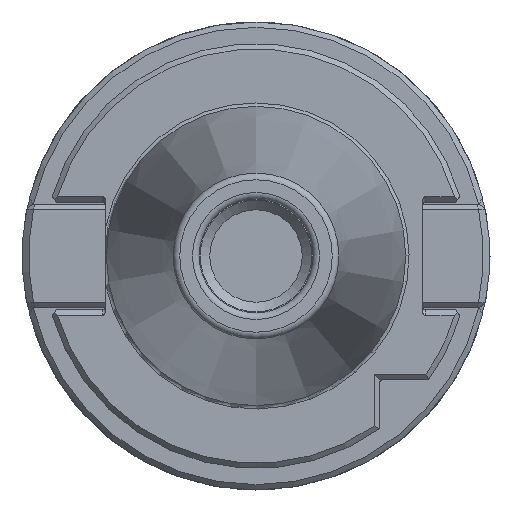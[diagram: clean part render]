
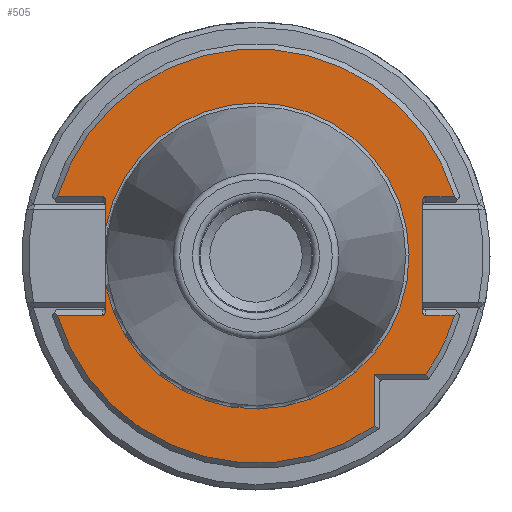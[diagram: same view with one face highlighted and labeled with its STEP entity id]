
A CAD part, left-side view. The second image highlights one B-rep face of the part: STEP entity #505.
In plain terms, the highlighted planar face has unit normal (-1, 0, 0).
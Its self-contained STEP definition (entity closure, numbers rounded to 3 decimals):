
#505 = ADVANCED_FACE( '', ( #1158 ), #1159, .T. );
#1158 = FACE_OUTER_BOUND( '', #2197, .T. );
#1159 = PLANE( '', #2198 );
#2197 = EDGE_LOOP( '', ( #3649, #3650, #3651, #3652, #3653, #3654, #3655, #3656, #3657, #3658, #3659, #3660, #3661, #3662, #3663, #3664, #3665 ) );
#2198 = AXIS2_PLACEMENT_3D( '', #3666, #3667, #3668 );
#3649 = ORIENTED_EDGE( '', *, *, #5336, .T. );
#3650 = ORIENTED_EDGE( '', *, *, #5337, .T. );
#3651 = ORIENTED_EDGE( '', *, *, #4950, .T. );
#3652 = ORIENTED_EDGE( '', *, *, #5052, .T. );
#3653 = ORIENTED_EDGE( '', *, *, #5338, .T. );
#3654 = ORIENTED_EDGE( '', *, *, #5339, .T. );
#3655 = ORIENTED_EDGE( '', *, *, #5304, .T. );
#3656 = ORIENTED_EDGE( '', *, *, #5188, .F. );
#3657 = ORIENTED_EDGE( '', *, *, #5340, .T. );
#3658 = ORIENTED_EDGE( '', *, *, #5341, .T. );
#3659 = ORIENTED_EDGE( '', *, *, #5342, .T. );
#3660 = ORIENTED_EDGE( '', *, *, #5091, .T. );
#3661 = ORIENTED_EDGE( '', *, *, #5075, .T. );
#3662 = ORIENTED_EDGE( '', *, *, #5204, .F. );
#3663 = ORIENTED_EDGE( '', *, *, #5343, .F. );
#3664 = ORIENTED_EDGE( '', *, *, #5202, .F. );
#3665 = ORIENTED_EDGE( '', *, *, #5344, .T. );
#3666 = CARTESIAN_POINT( '', ( 3.2, 0., 22.891 ) );
#3667 = DIRECTION( '', ( -1., 0., 0. ) );
#3668 = DIRECTION( '', ( 0., 0., 1. ) );
#4950 = EDGE_CURVE( '', #5864, #5865, #5866, .T. );
#5052 = EDGE_CURVE( '', #5865, #6030, #6032, .T. );
#5075 = EDGE_CURVE( '', #6069, #6070, #6071, .F. );
#5091 = EDGE_CURVE( '', #6096, #6069, #6097, .T. );
#5188 = EDGE_CURVE( '', #6244, #6246, #6247, .T. );
#5202 = EDGE_CURVE( '', #6265, #6267, #6268, .T. );
#5204 = EDGE_CURVE( '', #6269, #6070, #6271, .T. );
#5304 = EDGE_CURVE( '', #6412, #6246, #6413, .F. );
#5336 = EDGE_CURVE( '', #6457, #6458, #6459, .T. );
#5337 = EDGE_CURVE( '', #6458, #5864, #6460, .T. );
#5338 = EDGE_CURVE( '', #6030, #6461, #6462, .T. );
#5339 = EDGE_CURVE( '', #6461, #6412, #6463, .T. );
#5340 = EDGE_CURVE( '', #6244, #6464, #6465, .F. );
#5341 = EDGE_CURVE( '', #6464, #6466, #6467, .T. );
#5342 = EDGE_CURVE( '', #6466, #6096, #6468, .T. );
#5343 = EDGE_CURVE( '', #6267, #6269, #6469, .T. );
#5344 = EDGE_CURVE( '', #6265, #6457, #6470, .F. );
#5864 = VERTEX_POINT( '', #7214 );
#5865 = VERTEX_POINT( '', #7215 );
#5866 = LINE( '', #7216, #7217 );
#6030 = VERTEX_POINT( '', #7557 );
#6032 = LINE( '', #7562, #7563 );
#6069 = VERTEX_POINT( '', #7625 );
#6070 = VERTEX_POINT( '', #7626 );
#6071 = ELLIPSE( '', #7627, 0.707, 0.5 );
#6096 = VERTEX_POINT( '', #7663 );
#6097 = LINE( '', #7664, #7665 );
#6244 = VERTEX_POINT( '', #7894 );
#6246 = VERTEX_POINT( '', #7897 );
#6247 = LINE( '', #7898, #7899 );
#6265 = VERTEX_POINT( '', #7942 );
#6267 = VERTEX_POINT( '', #7945 );
#6268 = LINE( '', #7946, #7947 );
#6269 = VERTEX_POINT( '', #7948 );
#6271 = LINE( '', #7965, #7966 );
#6412 = VERTEX_POINT( '', #8272 );
#6413 = ELLIPSE( '', #8273, 0.707, 0.5 );
#6457 = VERTEX_POINT( '', #8339 );
#6458 = VERTEX_POINT( '', #8340 );
#6459 = LINE( '', #8341, #8342 );
#6460 = CIRCLE( '', #8343, 30.975 );
#6461 = VERTEX_POINT( '', #8344 );
#6462 = CIRCLE( '', #8345, 30.975 );
#6463 = LINE( '', #8346, #8347 );
#6464 = VERTEX_POINT( '', #8348 );
#6465 = ELLIPSE( '', #8349, 0.707, 0.5 );
#6466 = VERTEX_POINT( '', #8350 );
#6467 = LINE( '', #8351, #8352 );
#6468 = CIRCLE( '', #8353, 30.975 );
#6469 = CIRCLE( '', #8354, 22.891 );
#6470 = ELLIPSE( '', #8355, 0.707, 0.5 );
#7214 = CARTESIAN_POINT( '', ( 3.2, -17.7, -25.42 ) );
#7215 = CARTESIAN_POINT( '', ( 3.2, -17.7, -17.7 ) );
#7216 = CARTESIAN_POINT( '', ( 3.2, -17.7, -18.5 ) );
#7217 = VECTOR( '', #9260, 1000. );
#7557 = CARTESIAN_POINT( '', ( 3.2, -25.42, -17.7 ) );
#7562 = CARTESIAN_POINT( '', ( 3.2, -26.018, -17.7 ) );
#7563 = VECTOR( '', #9357, 1000. );
#7625 = CARTESIAN_POINT( '', ( 3.2, 22.95, 8.85 ) );
#7626 = CARTESIAN_POINT( '', ( 3.2, 22.45, 8.143 ) );
#7627 = AXIS2_PLACEMENT_3D( '', #9377, #9378, #9379 );
#7663 = CARTESIAN_POINT( '', ( 3.2, 29.684, 8.85 ) );
#7664 = CARTESIAN_POINT( '', ( 3.2, 22.45, 8.85 ) );
#7665 = VECTOR( '', #9397, 1000. );
#7894 = CARTESIAN_POINT( '', ( 3.2, -24.85, 8.143 ) );
#7897 = CARTESIAN_POINT( '', ( 3.2, -24.85, -8.143 ) );
#7898 = CARTESIAN_POINT( '', ( 3.2, -24.85, 8.05 ) );
#7899 = VECTOR( '', #9501, 1000. );
#7942 = CARTESIAN_POINT( '', ( 3.2, 22.45, -8.143 ) );
#7945 = CARTESIAN_POINT( '', ( 3.2, 22.45, -4.472 ) );
#7946 = CARTESIAN_POINT( '', ( 3.2, 22.45, -8.05 ) );
#7947 = VECTOR( '', #9511, 1000. );
#7948 = CARTESIAN_POINT( '', ( 3.2, 22.45, 4.472 ) );
#7965 = CARTESIAN_POINT( '', ( 3.2, 22.45, -8.05 ) );
#7966 = VECTOR( '', #9512, 1000. );
#8272 = CARTESIAN_POINT( '', ( 3.2, -25.35, -8.85 ) );
#8273 = AXIS2_PLACEMENT_3D( '', #9610, #9611, #9612 );
#8339 = CARTESIAN_POINT( '', ( 3.2, 22.95, -8.85 ) );
#8340 = CARTESIAN_POINT( '', ( 3.2, 29.684, -8.85 ) );
#8341 = CARTESIAN_POINT( '', ( 3.2, 30.893, -8.85 ) );
#8342 = VECTOR( '', #9647, 1000. );
#8343 = AXIS2_PLACEMENT_3D( '', #9648, #9649, #9650 );
#8344 = CARTESIAN_POINT( '', ( 3.2, -29.684, -8.85 ) );
#8345 = AXIS2_PLACEMENT_3D( '', #9651, #9652, #9653 );
#8346 = CARTESIAN_POINT( '', ( 3.2, -24.85, -8.85 ) );
#8347 = VECTOR( '', #9654, 1000. );
#8348 = CARTESIAN_POINT( '', ( 3.2, -25.35, 8.85 ) );
#8349 = AXIS2_PLACEMENT_3D( '', #9655, #9656, #9657 );
#8350 = CARTESIAN_POINT( '', ( 3.2, -29.684, 8.85 ) );
#8351 = CARTESIAN_POINT( '', ( 3.2, -30.893, 8.85 ) );
#8352 = VECTOR( '', #9658, 1000. );
#8353 = AXIS2_PLACEMENT_3D( '', #9659, #9660, #9661 );
#8354 = AXIS2_PLACEMENT_3D( '', #9662, #9663, #9664 );
#8355 = AXIS2_PLACEMENT_3D( '', #9665, #9666, #9667 );
#9260 = DIRECTION( '', ( 0., 0., 1. ) );
#9357 = DIRECTION( '', ( 0., -1., 0. ) );
#9377 = CARTESIAN_POINT( '', ( 3.2, 22.95, 8.143 ) );
#9378 = DIRECTION( '', ( -1., 0., 0. ) );
#9379 = DIRECTION( '', ( 0., 0., -1. ) );
#9397 = DIRECTION( '', ( 0., -1., 0. ) );
#9501 = DIRECTION( '', ( 0., 0., -1. ) );
#9511 = DIRECTION( '', ( 0., 0., 1. ) );
#9512 = DIRECTION( '', ( 0., 0., 1. ) );
#9610 = CARTESIAN_POINT( '', ( 3.2, -25.35, -8.143 ) );
#9611 = DIRECTION( '', ( -1., 0., 0. ) );
#9612 = DIRECTION( '', ( 0., 0., 1. ) );
#9647 = DIRECTION( '', ( 0., 1., 0. ) );
#9648 = CARTESIAN_POINT( '', ( 3.2, 0., 0. ) );
#9649 = DIRECTION( '', ( -1., 0., 0. ) );
#9650 = DIRECTION( '', ( 0., 0., 1. ) );
#9651 = CARTESIAN_POINT( '', ( 3.2, 0., 0. ) );
#9652 = DIRECTION( '', ( -1., 0., 0. ) );
#9653 = DIRECTION( '', ( 0., 0., 1. ) );
#9654 = DIRECTION( '', ( 0., 1., 0. ) );
#9655 = CARTESIAN_POINT( '', ( 3.2, -25.35, 8.143 ) );
#9656 = DIRECTION( '', ( -1., 0., 0. ) );
#9657 = DIRECTION( '', ( 0., 0., 1. ) );
#9658 = DIRECTION( '', ( 0., -1., 0. ) );
#9659 = CARTESIAN_POINT( '', ( 3.2, 0., 0. ) );
#9660 = DIRECTION( '', ( -1., 0., 0. ) );
#9661 = DIRECTION( '', ( 0., 0., 1. ) );
#9662 = CARTESIAN_POINT( '', ( 3.2, 0., 0. ) );
#9663 = DIRECTION( '', ( -1., 0., 0. ) );
#9664 = DIRECTION( '', ( 0., 0., 1. ) );
#9665 = CARTESIAN_POINT( '', ( 3.2, 22.95, -8.143 ) );
#9666 = DIRECTION( '', ( -1., 0., 0. ) );
#9667 = DIRECTION( '', ( 0., 0., -1. ) );
